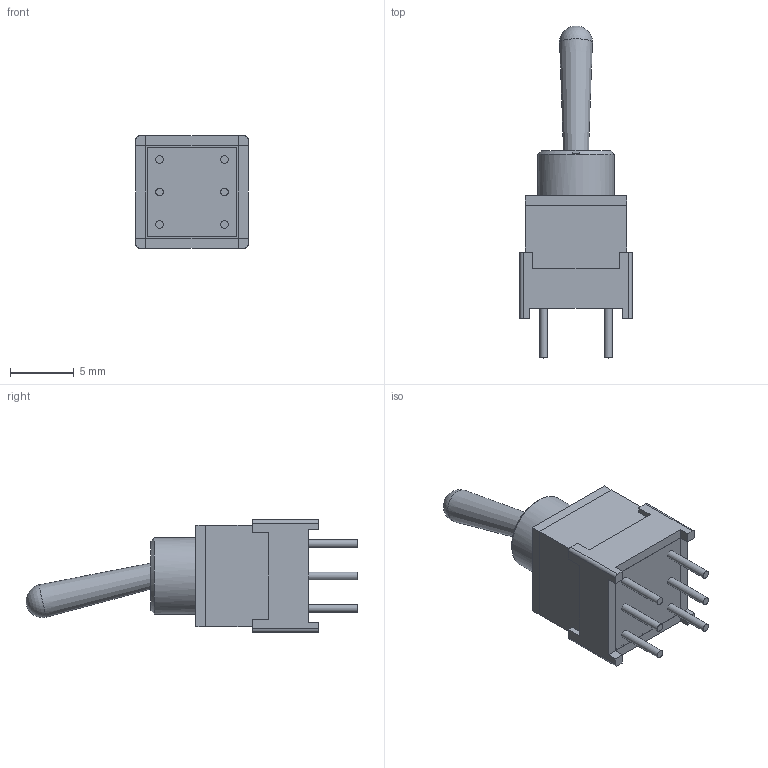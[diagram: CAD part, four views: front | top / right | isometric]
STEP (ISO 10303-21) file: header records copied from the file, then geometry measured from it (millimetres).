
FILE_DESCRIPTION( ( 'STEP AP214' ), '1' );
FILE_NAME( 'B22AP.stp', '2019-12-18T11:40:52', ( '' ), ( '' ), ' ', 'PARTsolutions', ' ' );
FILE_SCHEMA( ( 'AUTOMOTIVE_DESIGN { 1 0 10303 214 1 1 1 1 }' ) );
Length unit declared in the file: inch
Products named in the file (6): B22AP; _B22APbody; _B22APtrmnls; _B22APblack; _B22APbtoggl; _B22APtoggle
Assembly tree (5 placements, depth 2):
  B22AP
    _B22APbody
    _B22APtrmnls
    _B22APblack
    _B22APbtoggl
    _B22APtoggle
Bounding box: 8.79 x 25.99 x 8.79 mm (x, y, z)
Volume: 722.9 mm3; surface area: 958.7 mm2
Topology: 5 solids, 5 shells, 91 faces, 215 edges, 139 vertices
Faces by surface type: plane 73, cylinder 14, cone 3, sphere 1
Full cylindrical faces by diameter (mm): 0.61 x6, 3.556 x1, 5.994 x1
Entity records: 3322 total; most frequent: CARTESIAN_POINT 443, DIRECTION 422, ORIENTED_EDGE 396, EDGE_CURVE 198, LINE 164, VECTOR 164, VERTEX_POINT 136, AXIS2_PLACEMENT_3D 129
